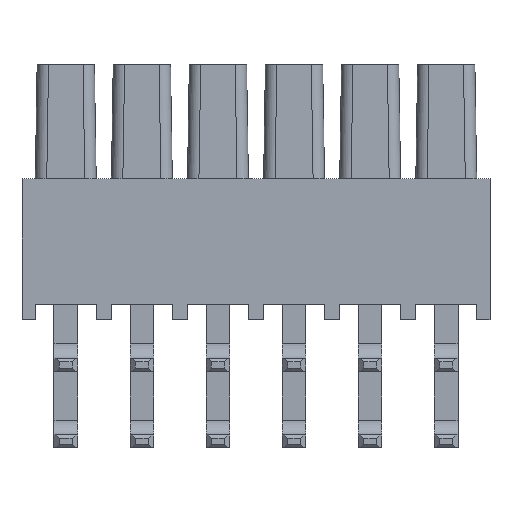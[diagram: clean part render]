
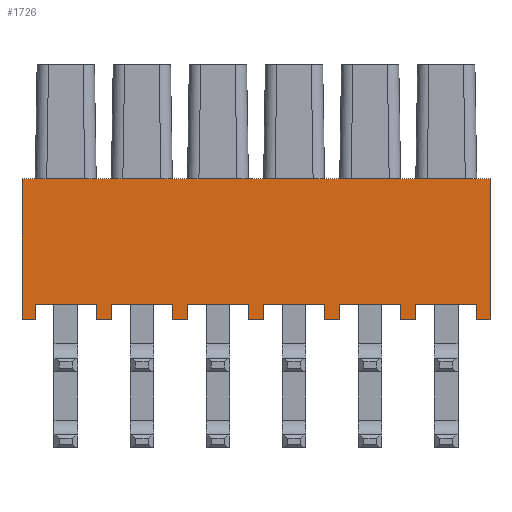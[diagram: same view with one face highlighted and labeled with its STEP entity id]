
A CAD part, top view. The second image highlights one B-rep face of the part: STEP entity #1726.
In plain terms, the highlighted planar face has unit normal (0, 0, 1).
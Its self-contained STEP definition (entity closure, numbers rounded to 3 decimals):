
#1726=ADVANCED_FACE('',(#3485),#3486,.T.);
#3485=FACE_OUTER_BOUND('',#5250,.T.);
#3486=PLANE('',#5251);
#5250=EDGE_LOOP('',(#10559,#10560,#10561,#10562,#10563,#10564,#10565,#10566,#10567,#10568,#10569,#10570,#10571,#10572,#10573,#10574,#10575,#10576,#10577,#10578,#10579,#10580,#10581,#10582,#10583,#10584,#10585,#10586));
#5251=AXIS2_PLACEMENT_3D('',#10587,#10588,#10589);
#10559=ORIENTED_EDGE('',*,*,#12691,.T.);
#10560=ORIENTED_EDGE('',*,*,#12734,.T.);
#10561=ORIENTED_EDGE('',*,*,#12796,.T.);
#10562=ORIENTED_EDGE('',*,*,#12797,.T.);
#10563=ORIENTED_EDGE('',*,*,#12798,.T.);
#10564=ORIENTED_EDGE('',*,*,#12793,.T.);
#10565=ORIENTED_EDGE('',*,*,#12787,.T.);
#10566=ORIENTED_EDGE('',*,*,#12791,.T.);
#10567=ORIENTED_EDGE('',*,*,#12784,.T.);
#10568=ORIENTED_EDGE('',*,*,#12781,.T.);
#10569=ORIENTED_EDGE('',*,*,#12775,.T.);
#10570=ORIENTED_EDGE('',*,*,#12779,.T.);
#10571=ORIENTED_EDGE('',*,*,#12772,.T.);
#10572=ORIENTED_EDGE('',*,*,#12769,.T.);
#10573=ORIENTED_EDGE('',*,*,#12763,.T.);
#10574=ORIENTED_EDGE('',*,*,#12767,.T.);
#10575=ORIENTED_EDGE('',*,*,#12760,.T.);
#10576=ORIENTED_EDGE('',*,*,#12757,.T.);
#10577=ORIENTED_EDGE('',*,*,#12751,.T.);
#10578=ORIENTED_EDGE('',*,*,#12755,.T.);
#10579=ORIENTED_EDGE('',*,*,#12748,.T.);
#10580=ORIENTED_EDGE('',*,*,#12745,.T.);
#10581=ORIENTED_EDGE('',*,*,#12739,.T.);
#10582=ORIENTED_EDGE('',*,*,#12743,.T.);
#10583=ORIENTED_EDGE('',*,*,#12736,.T.);
#10584=ORIENTED_EDGE('',*,*,#12730,.T.);
#10585=ORIENTED_EDGE('',*,*,#12696,.T.);
#10586=ORIENTED_EDGE('',*,*,#12701,.T.);
#10587=CARTESIAN_POINT('',(7.811,2.35,2.477));
#10588=DIRECTION('',(0.0,0.0,1.0));
#10589=DIRECTION('',(1.0,0.0,0.0));
#12691=EDGE_CURVE('',#15805,#15806,#15807,.T.);
#12696=EDGE_CURVE('',#15814,#15815,#15816,.T.);
#12701=EDGE_CURVE('',#15815,#15805,#15823,.T.);
#12730=EDGE_CURVE('',#15876,#15814,#15877,.T.);
#12734=EDGE_CURVE('',#15806,#15880,#15882,.T.);
#12736=EDGE_CURVE('',#15884,#15876,#15885,.T.);
#12739=EDGE_CURVE('',#15888,#15889,#15890,.T.);
#12743=EDGE_CURVE('',#15889,#15884,#15894,.T.);
#12745=EDGE_CURVE('',#15896,#15888,#15897,.T.);
#12748=EDGE_CURVE('',#15900,#15896,#15901,.T.);
#12751=EDGE_CURVE('',#15904,#15905,#15906,.T.);
#12755=EDGE_CURVE('',#15905,#15900,#15910,.T.);
#12757=EDGE_CURVE('',#15912,#15904,#15913,.T.);
#12760=EDGE_CURVE('',#15916,#15912,#15917,.T.);
#12763=EDGE_CURVE('',#15920,#15921,#15922,.T.);
#12767=EDGE_CURVE('',#15921,#15916,#15926,.T.);
#12769=EDGE_CURVE('',#15928,#15920,#15929,.T.);
#12772=EDGE_CURVE('',#15932,#15928,#15933,.T.);
#12775=EDGE_CURVE('',#15936,#15937,#15938,.T.);
#12779=EDGE_CURVE('',#15937,#15932,#15942,.T.);
#12781=EDGE_CURVE('',#15944,#15936,#15945,.T.);
#12784=EDGE_CURVE('',#15948,#15944,#15949,.T.);
#12787=EDGE_CURVE('',#15952,#15953,#15954,.T.);
#12791=EDGE_CURVE('',#15953,#15948,#15958,.T.);
#12793=EDGE_CURVE('',#15960,#15952,#15961,.T.);
#12796=EDGE_CURVE('',#15880,#15964,#15965,.T.);
#12797=EDGE_CURVE('',#15964,#15966,#15967,.T.);
#12798=EDGE_CURVE('',#15966,#15960,#15968,.T.);
#15805=VERTEX_POINT('',#20379);
#15806=VERTEX_POINT('',#20380);
#15807=LINE('',#20381,#20382);
#15814=VERTEX_POINT('',#20392);
#15815=VERTEX_POINT('',#20393);
#15816=LINE('',#20394,#20395);
#15823=LINE('',#20405,#20406);
#15876=VERTEX_POINT('',#20485);
#15877=LINE('',#20486,#20487);
#15880=VERTEX_POINT('',#20491);
#15882=LINE('',#20494,#20495);
#15884=VERTEX_POINT('',#20497);
#15885=LINE('',#20498,#20499);
#15888=VERTEX_POINT('',#20503);
#15889=VERTEX_POINT('',#20504);
#15890=LINE('',#20505,#20506);
#15894=LINE('',#20512,#20513);
#15896=VERTEX_POINT('',#20515);
#15897=LINE('',#20516,#20517);
#15900=VERTEX_POINT('',#20521);
#15901=LINE('',#20522,#20523);
#15904=VERTEX_POINT('',#20527);
#15905=VERTEX_POINT('',#20528);
#15906=LINE('',#20529,#20530);
#15910=LINE('',#20536,#20537);
#15912=VERTEX_POINT('',#20539);
#15913=LINE('',#20540,#20541);
#15916=VERTEX_POINT('',#20545);
#15917=LINE('',#20546,#20547);
#15920=VERTEX_POINT('',#20551);
#15921=VERTEX_POINT('',#20552);
#15922=LINE('',#20553,#20554);
#15926=LINE('',#20560,#20561);
#15928=VERTEX_POINT('',#20563);
#15929=LINE('',#20564,#20565);
#15932=VERTEX_POINT('',#20569);
#15933=LINE('',#20570,#20571);
#15936=VERTEX_POINT('',#20575);
#15937=VERTEX_POINT('',#20576);
#15938=LINE('',#20577,#20578);
#15942=LINE('',#20584,#20585);
#15944=VERTEX_POINT('',#20587);
#15945=LINE('',#20588,#20589);
#15948=VERTEX_POINT('',#20593);
#15949=LINE('',#20594,#20595);
#15952=VERTEX_POINT('',#20599);
#15953=VERTEX_POINT('',#20600);
#15954=LINE('',#20601,#20602);
#15958=LINE('',#20608,#20609);
#15960=VERTEX_POINT('',#20611);
#15961=LINE('',#20612,#20613);
#15964=VERTEX_POINT('',#20617);
#15965=LINE('',#20618,#20619);
#15966=VERTEX_POINT('',#20620);
#15967=LINE('',#20621,#20622);
#15968=LINE('',#20623,#20624);
#20379=CARTESIAN_POINT('',(15.177,0.508,2.477));
#20380=CARTESIAN_POINT('',(15.177,0.0,2.477));
#20381=CARTESIAN_POINT('',(15.177,1.076,2.477));
#20382=VECTOR('',#22252,1.0);
#20392=CARTESIAN_POINT('',(13.145,0.0,2.477));
#20393=CARTESIAN_POINT('',(13.145,0.508,2.477));
#20394=CARTESIAN_POINT('',(13.145,1.076,2.477));
#20395=VECTOR('',#22256,1.0);
#20405=CARTESIAN_POINT('',(10.986,0.508,2.477));
#20406=VECTOR('',#22260,1.0);
#20485=CARTESIAN_POINT('',(12.637,0.0,2.477));
#20486=CARTESIAN_POINT('',(7.811,0.0,2.477));
#20487=VECTOR('',#22287,1.0);
#20491=CARTESIAN_POINT('',(15.621,0.0,2.477));
#20494=CARTESIAN_POINT('',(7.811,0.0,2.477));
#20495=VECTOR('',#22290,1.0);
#20497=CARTESIAN_POINT('',(12.637,0.508,2.477));
#20498=CARTESIAN_POINT('',(12.637,1.076,2.477));
#20499=VECTOR('',#22291,1.0);
#20503=CARTESIAN_POINT('',(10.605,0.0,2.477));
#20504=CARTESIAN_POINT('',(10.605,0.508,2.477));
#20505=CARTESIAN_POINT('',(10.605,1.076,2.477));
#20506=VECTOR('',#22293,1.0);
#20512=CARTESIAN_POINT('',(9.716,0.508,2.477));
#20513=VECTOR('',#22296,1.0);
#20515=CARTESIAN_POINT('',(10.097,0.0,2.477));
#20516=CARTESIAN_POINT('',(7.811,0.0,2.477));
#20517=VECTOR('',#22297,1.0);
#20521=CARTESIAN_POINT('',(10.097,0.508,2.477));
#20522=CARTESIAN_POINT('',(10.097,1.076,2.477));
#20523=VECTOR('',#22299,1.0);
#20527=CARTESIAN_POINT('',(8.065,0.0,2.477));
#20528=CARTESIAN_POINT('',(8.065,0.508,2.477));
#20529=CARTESIAN_POINT('',(8.065,1.076,2.477));
#20530=VECTOR('',#22301,1.0);
#20536=CARTESIAN_POINT('',(8.446,0.508,2.477));
#20537=VECTOR('',#22304,1.0);
#20539=CARTESIAN_POINT('',(7.557,0.0,2.477));
#20540=CARTESIAN_POINT('',(7.811,0.0,2.477));
#20541=VECTOR('',#22305,1.0);
#20545=CARTESIAN_POINT('',(7.557,0.508,2.477));
#20546=CARTESIAN_POINT('',(7.557,1.076,2.477));
#20547=VECTOR('',#22307,1.0);
#20551=CARTESIAN_POINT('',(5.525,0.0,2.477));
#20552=CARTESIAN_POINT('',(5.525,0.508,2.477));
#20553=CARTESIAN_POINT('',(5.525,1.076,2.477));
#20554=VECTOR('',#22309,1.0);
#20560=CARTESIAN_POINT('',(7.176,0.508,2.477));
#20561=VECTOR('',#22312,1.0);
#20563=CARTESIAN_POINT('',(5.017,0.0,2.477));
#20564=CARTESIAN_POINT('',(7.811,0.0,2.477));
#20565=VECTOR('',#22313,1.0);
#20569=CARTESIAN_POINT('',(5.017,0.508,2.477));
#20570=CARTESIAN_POINT('',(5.017,1.076,2.477));
#20571=VECTOR('',#22315,1.0);
#20575=CARTESIAN_POINT('',(2.985,0.0,2.477));
#20576=CARTESIAN_POINT('',(2.985,0.508,2.477));
#20577=CARTESIAN_POINT('',(2.985,1.076,2.477));
#20578=VECTOR('',#22317,1.0);
#20584=CARTESIAN_POINT('',(5.906,0.508,2.477));
#20585=VECTOR('',#22320,1.0);
#20587=CARTESIAN_POINT('',(2.477,0.0,2.477));
#20588=CARTESIAN_POINT('',(7.811,0.0,2.477));
#20589=VECTOR('',#22321,1.0);
#20593=CARTESIAN_POINT('',(2.477,0.508,2.477));
#20594=CARTESIAN_POINT('',(2.477,1.076,2.477));
#20595=VECTOR('',#22323,1.0);
#20599=CARTESIAN_POINT('',(0.445,0.0,2.477));
#20600=CARTESIAN_POINT('',(0.445,0.508,2.477));
#20601=CARTESIAN_POINT('',(0.445,1.076,2.477));
#20602=VECTOR('',#22325,1.0);
#20608=CARTESIAN_POINT('',(4.636,0.508,2.477));
#20609=VECTOR('',#22328,1.0);
#20611=CARTESIAN_POINT('',(0.0,0.0,2.477));
#20612=CARTESIAN_POINT('',(7.811,0.0,2.477));
#20613=VECTOR('',#22329,1.0);
#20617=CARTESIAN_POINT('',(15.621,4.699,2.477));
#20618=CARTESIAN_POINT('',(15.621,2.35,2.477));
#20619=VECTOR('',#22331,1.0);
#20620=CARTESIAN_POINT('',(0.0,4.699,2.477));
#20621=CARTESIAN_POINT('',(7.811,4.699,2.477));
#20622=VECTOR('',#22332,1.0);
#20623=CARTESIAN_POINT('',(0.0,2.35,2.477));
#20624=VECTOR('',#22333,1.0);
#22252=DIRECTION('',(0.0,-1.0,0.0));
#22256=DIRECTION('',(0.0,1.0,0.0));
#22260=DIRECTION('',(1.0,0.0,-0.0));
#22287=DIRECTION('',(1.0,0.0,0.0));
#22290=DIRECTION('',(1.0,0.0,0.0));
#22291=DIRECTION('',(0.0,-1.0,0.0));
#22293=DIRECTION('',(0.0,1.0,0.0));
#22296=DIRECTION('',(1.0,0.0,-0.0));
#22297=DIRECTION('',(1.0,0.0,0.0));
#22299=DIRECTION('',(0.0,-1.0,0.0));
#22301=DIRECTION('',(0.0,1.0,0.0));
#22304=DIRECTION('',(1.0,0.0,-0.0));
#22305=DIRECTION('',(1.0,0.0,0.0));
#22307=DIRECTION('',(0.0,-1.0,0.0));
#22309=DIRECTION('',(0.0,1.0,0.0));
#22312=DIRECTION('',(1.0,0.0,-0.0));
#22313=DIRECTION('',(1.0,0.0,0.0));
#22315=DIRECTION('',(0.0,-1.0,0.0));
#22317=DIRECTION('',(0.0,1.0,0.0));
#22320=DIRECTION('',(1.0,0.0,-0.0));
#22321=DIRECTION('',(1.0,0.0,0.0));
#22323=DIRECTION('',(0.0,-1.0,0.0));
#22325=DIRECTION('',(0.0,1.0,0.0));
#22328=DIRECTION('',(1.0,0.0,-0.0));
#22329=DIRECTION('',(1.0,0.0,0.0));
#22331=DIRECTION('',(0.0,1.0,0.0));
#22332=DIRECTION('',(-1.0,0.0,0.0));
#22333=DIRECTION('',(0.0,-1.0,0.0));
